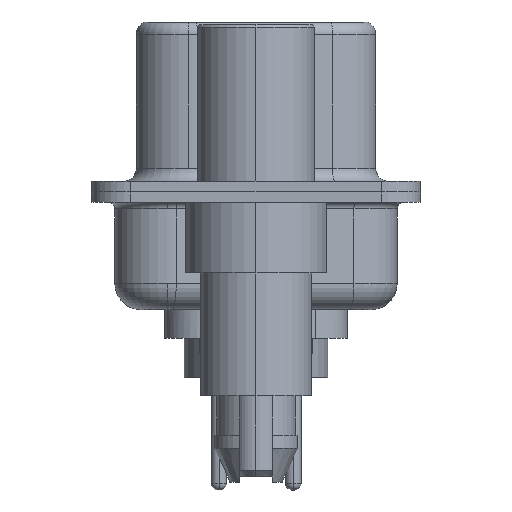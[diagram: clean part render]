
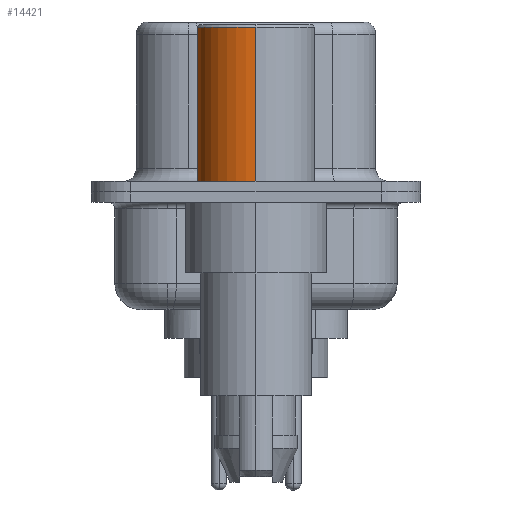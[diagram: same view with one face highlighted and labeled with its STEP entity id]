
A CAD part, left-side view. The second image highlights one B-rep face of the part: STEP entity #14421.
In plain terms, the highlighted cylindrical face has radius 2.25 mm (diameter 4.5 mm), a partial arc.
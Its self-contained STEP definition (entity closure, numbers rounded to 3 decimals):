
#166 = ORIENTED_EDGE ( 'NONE', *, *, #3594, .T. ) ;
#776 = CARTESIAN_POINT ( 'NONE',  ( 0., 0., 0.581 ) ) ;
#957 = VECTOR ( 'NONE', #8864, 1000. ) ;
#1440 = CARTESIAN_POINT ( 'NONE',  ( -2.25, 0., 6.3 ) ) ;
#2332 = FACE_OUTER_BOUND ( 'NONE', #19193, .T. ) ;
#2753 = DIRECTION ( 'NONE',  ( 0., 0., 1. ) ) ;
#2804 = LINE ( 'NONE', #13954, #7094 ) ;
#3419 = DIRECTION ( 'NONE',  ( 0., 0., 1. ) ) ;
#3594 = EDGE_CURVE ( 'NONE', #12909, #10459, #5487, .T. ) ;
#4532 = CARTESIAN_POINT ( 'NONE',  ( 2.25, 0., 0.4 ) ) ;
#4748 = CARTESIAN_POINT ( 'NONE',  ( 2.25, 0., 6.3 ) ) ;
#5487 = CIRCLE ( 'NONE', #10108, 2.25 ) ;
#7094 = VECTOR ( 'NONE', #2753, 1000. ) ;
#8485 = DIRECTION ( 'NONE',  ( 1., 0., 0. ) ) ;
#8864 = DIRECTION ( 'NONE',  ( 0., 0., 1. ) ) ;
#8890 = ORIENTED_EDGE ( 'NONE', *, *, #17607, .F. ) ;
#9490 = VERTEX_POINT ( 'NONE', #4748 ) ;
#10023 = LINE ( 'NONE', #18398, #957 ) ;
#10108 = AXIS2_PLACEMENT_3D ( 'NONE', #17554, #19587, #8485 ) ;
#10412 = CYLINDRICAL_SURFACE ( 'NONE', #18265, 2.25 ) ;
#10459 = VERTEX_POINT ( 'NONE', #12332 ) ;
#10556 = VERTEX_POINT ( 'NONE', #1440 ) ;
#12332 = CARTESIAN_POINT ( 'NONE',  ( -2.25, 0., 0.4 ) ) ;
#12909 = VERTEX_POINT ( 'NONE', #4532 ) ;
#13046 = CARTESIAN_POINT ( 'NONE',  ( 0., 0., 6.3 ) ) ;
#13954 = CARTESIAN_POINT ( 'NONE',  ( 2.25, 0., 0.581 ) ) ;
#14391 = ORIENTED_EDGE ( 'NONE', *, *, #15838, .F. ) ;
#14421 = ADVANCED_FACE ( 'NONE', ( #2332 ), #10412, .T. ) ;
#14531 = AXIS2_PLACEMENT_3D ( 'NONE', #13046, #3419, #14646 ) ;
#14646 = DIRECTION ( 'NONE',  ( 1., 0., 0. ) ) ;
#15072 = DIRECTION ( 'NONE',  ( 0., 0., 1. ) ) ;
#15743 = ORIENTED_EDGE ( 'NONE', *, *, #20067, .T. ) ;
#15838 = EDGE_CURVE ( 'NONE', #12909, #9490, #2804, .T. ) ;
#17554 = CARTESIAN_POINT ( 'NONE',  ( 0., 0., 0.4 ) ) ;
#17607 = EDGE_CURVE ( 'NONE', #9490, #10556, #18789, .T. ) ;
#18265 = AXIS2_PLACEMENT_3D ( 'NONE', #776, #15072, #19853 ) ;
#18398 = CARTESIAN_POINT ( 'NONE',  ( -2.25, 0., 0.581 ) ) ;
#18789 = CIRCLE ( 'NONE', #14531, 2.25 ) ;
#19193 = EDGE_LOOP ( 'NONE', ( #166, #15743, #8890, #14391 ) ) ;
#19587 = DIRECTION ( 'NONE',  ( 0., 0., 1. ) ) ;
#19853 = DIRECTION ( 'NONE',  ( 1., 0., 0. ) ) ;
#20067 = EDGE_CURVE ( 'NONE', #10459, #10556, #10023, .T. ) ;
